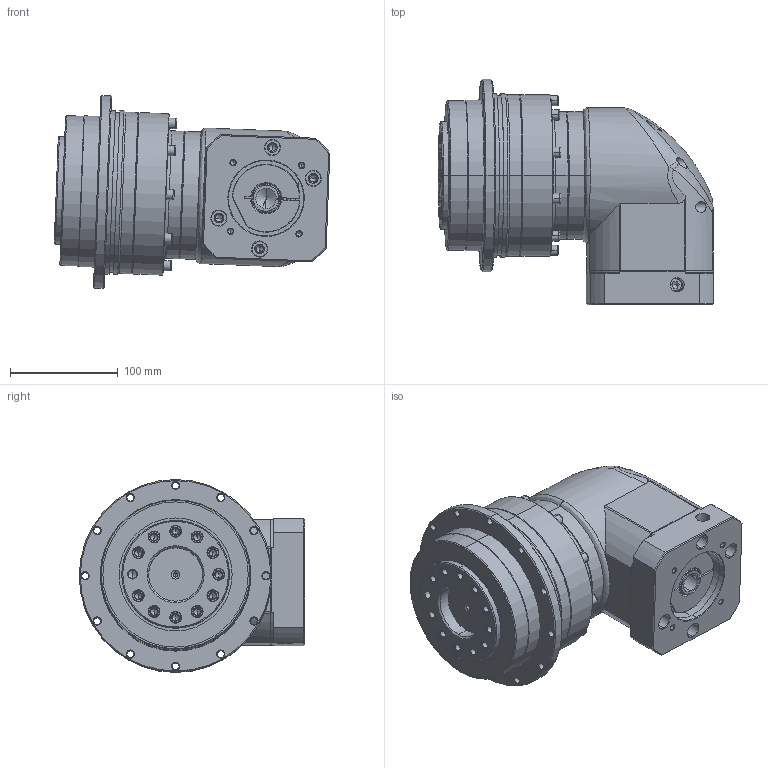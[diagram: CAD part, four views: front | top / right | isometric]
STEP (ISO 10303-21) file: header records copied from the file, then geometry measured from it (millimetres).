
FILE_DESCRIPTION (( 'STEP AP214' ), '1' );
FILE_NAME ('SDL140-L2-19-70-90-M6.STEP', '2022-02-26T00:26:45', ( 'admin' ), ( '' ), 'SwSTEP 2.0', 'SolidWorks 2013', '' );
FILE_SCHEMA (( 'AUTOMOTIVE_DESIGN' ));
Length unit declared in the file: millimetre
Products named in the file (8): SDL140-L2-19-70-90-M6; SBL115-70-90M6; SD140; 22-19_X2_8F6C63625957_X0_; _X2_87BA9489_X0_ GB_T 70.1 M8 x 25; PB142_X2_4E007EA79F7F570863A5_X0_115; SDL115_X2_8F9351658F7495017D2773AF_X0_-22; SDL115-22
Assembly tree (7 placements, depth 2):
  SDL140-L2-19-70-90-M6
    SDL115-22
    SDL115_X2_8F9351658F7495017D2773AF_X0_-22
    PB142_X2_4E007EA79F7F570863A5_X0_115
    _X2_87BA9489_X0_ GB_T 70.1 M8 x 25
    22-19_X2_8F6C63625957_X0_
    SD140
    SBL115-70-90M6
Bounding box: 255.89 x 209.5 x 179.18 mm (x, y, z)
Volume: 3964907 mm3; surface area: 344374.2 mm2
Topology: 11 solids, 11 shells, 890 faces, 2126 edges, 1256 vertices
Faces by surface type: cylinder 334, cone 297, plane 209, bspline 48, torus 2
Entity records: 42969 total; most frequent: CARTESIAN_POINT 12888, DIRECTION 4219, ORIENTED_EDGE 4020, EDGE_CURVE 2010, AXIS2_PLACEMENT_3D 1641, VERTEX_POINT 1256, EDGE_LOOP 1062, LINE 937
